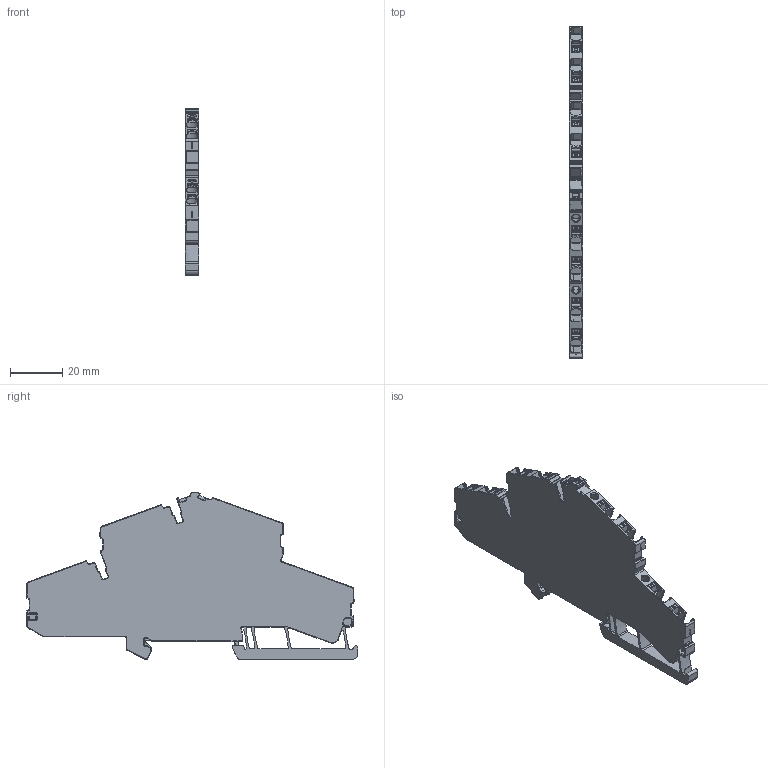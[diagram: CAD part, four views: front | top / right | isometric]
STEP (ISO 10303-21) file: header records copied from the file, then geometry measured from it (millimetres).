
FILE_DESCRIPTION(('CATIA V5R20 STEP214','CAx-IF Rec.Pracs.--- Model Styling and Organization---1.5--- 2016-08-15','CAx-IF Rec.Pracs.---Supplemental Geometry---1.0---2011-11-01','CAx-IF Rec.Pracs.--- Composite Materials ---1.1---2010-07-15'),'2;1');
FILE_NAME ('D1628029_1', '2026-01-07T13:19:50+00:00', ('Weidmueller Interface'), ('Weidmueller'), 'CATIA Version 5-6 Release 2024 SP4', 'CATIA V5 STEP AP214 v3', 'none');
FILE_SCHEMA(('AUTOMOTIVE_DESIGN { 1 0 10303 214 1 1 1 1 }'));
Products named in the file (1): 3093150000
Bounding box: 5.1 x 127.63 x 64.25 mm (x, y, z)
Volume: 23681.6 mm3; surface area: 14966.7 mm2
Topology: 1 solids, 1 shells, 1741 faces, 4859 edges, 3148 vertices
Faces by surface type: cylinder 836, plane 726, bspline 81, torus 72, cone 15, extrusion 8, sphere 3
Entity records: 60309 total; most frequent: CARTESIAN_POINT 16904, ORIENTED_EDGE 9714, DIRECTION 7362, EDGE_CURVE 4857, VERTEX_POINT 3148, AXIS2_PLACEMENT_3D 2942, VECTOR 2918, LINE 2910
